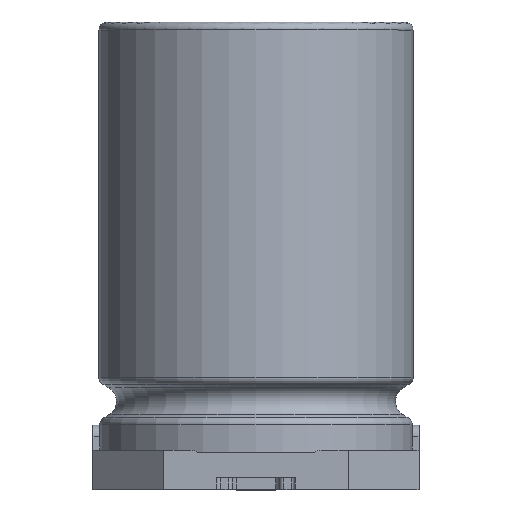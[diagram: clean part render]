
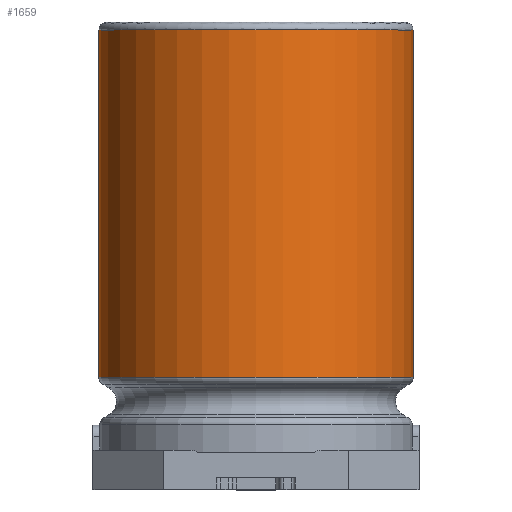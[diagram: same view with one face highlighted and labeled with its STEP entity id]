
A CAD part, top view. The second image highlights one B-rep face of the part: STEP entity #1659.
In plain terms, the highlighted cylindrical face has radius 4 mm (diameter 8 mm), a full revolution.
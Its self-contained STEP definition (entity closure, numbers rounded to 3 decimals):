
#243=EDGE_CURVE('NONE',#1977,#1977,#2836,.T.);
#261=AXIS2_PLACEMENT_3D('NONE',#4041,#1737,#3397);
#712=EDGE_LOOP('NONE',(#2826));
#970=VERTEX_POINT('NONE',#1625);
#1094=CYLINDRICAL_SURFACE('NONE',#2017,4.);
#1110=CARTESIAN_POINT('NONE',(0.0,0.0,0.0));
#1625=CARTESIAN_POINT('NONE',(0.0,11.15,-4.));
#1659=ADVANCED_FACE('NONE',(#3092,#2732),#1094,.T.);
#1703=ORIENTED_EDGE('NONE',*,*,#243,.F.);
#1737=DIRECTION('NONE',(-0.0,-1.0,-0.0));
#1815=CIRCLE('NONE',#261,4.);
#1977=VERTEX_POINT('NONE',#3258);
#2017=AXIS2_PLACEMENT_3D('NONE',#1110,#2413,#2803);
#2191=DIRECTION('NONE',(0.0,0.0,-1.0));
#2196=EDGE_CURVE('NONE',#970,#970,#1815,.T.);
#2413=DIRECTION('NONE',(-0.0,-1.0,-0.0));
#2428=CARTESIAN_POINT('NONE',(0.0,2.306,0.0));
#2541=AXIS2_PLACEMENT_3D('NONE',#2428,#3801,#2191);
#2732=FACE_OUTER_BOUND('NONE',#4257,.T.);
#2803=DIRECTION('NONE',(0.0,0.0,-1.0));
#2826=ORIENTED_EDGE('NONE',*,*,#2196,.T.);
#2836=CIRCLE('NONE',#2541,4.);
#3092=FACE_OUTER_BOUND('NONE',#712,.T.);
#3258=CARTESIAN_POINT('NONE',(0.0,2.306,-4.));
#3397=DIRECTION('NONE',(0.0,0.0,-1.0));
#3801=DIRECTION('NONE',(-0.0,-1.0,-0.0));
#4041=CARTESIAN_POINT('NONE',(0.0,11.15,0.0));
#4257=EDGE_LOOP('NONE',(#1703));
